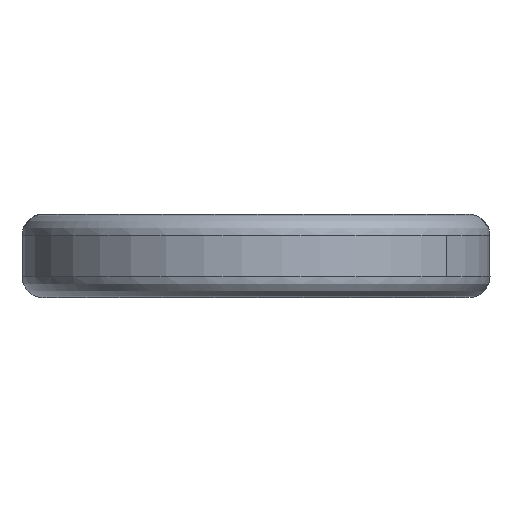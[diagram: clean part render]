
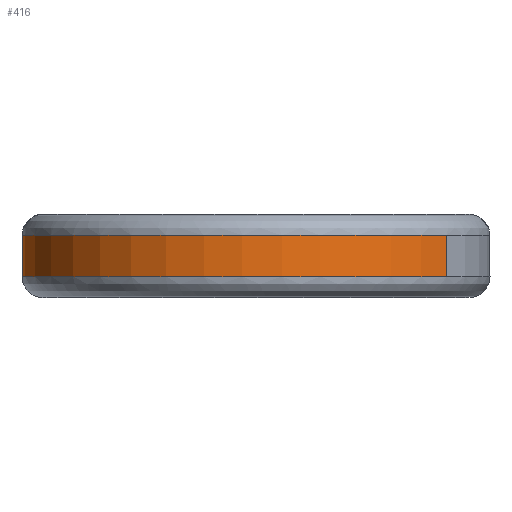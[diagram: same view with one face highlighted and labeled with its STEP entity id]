
A CAD part, front view. The second image highlights one B-rep face of the part: STEP entity #416.
In plain terms, the highlighted cylindrical face has radius 11.125 mm (diameter 22.25 mm), a partial arc.
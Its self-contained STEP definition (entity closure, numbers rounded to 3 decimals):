
#375=CARTESIAN_POINT('',(0.,-94.95,0.585));
#376=DIRECTION('',(0.0,0.0,-1.0));
#377=DIRECTION('',(0.814,-0.581,0.0));
#378=AXIS2_PLACEMENT_3D('',#375,#376,#377);
#379=CYLINDRICAL_SURFACE('',#378,11.125);
#380=CARTESIAN_POINT('',(9.054,-101.415,0.975));
#381=VERTEX_POINT('',#380);
#382=CARTESIAN_POINT('',(9.054,-101.415,-0.975));
#383=VERTEX_POINT('',#382);
#384=CARTESIAN_POINT('',(9.054,-101.415,0.975));
#385=DIRECTION('',(0.0,0.0,-1.0));
#386=VECTOR('',#385,1.95);
#387=LINE('',#384,#386);
#388=EDGE_CURVE('',#381,#383,#387,.T.);
#389=ORIENTED_EDGE('',*,*,#388,.F.);
#390=CARTESIAN_POINT('',(-11.125,-94.95,0.975));
#391=VERTEX_POINT('',#390);
#392=CARTESIAN_POINT('',(0.,-94.95,0.975));
#393=DIRECTION('',(0.,0.,1.0));
#394=DIRECTION('',(-1.,0.,0.));
#395=AXIS2_PLACEMENT_3D('',#392,#393,#394);
#396=CIRCLE('',#395,11.125);
#397=EDGE_CURVE('',#391,#381,#396,.T.);
#398=ORIENTED_EDGE('',*,*,#397,.F.);
#399=CARTESIAN_POINT('',(-11.125,-94.95,-0.975));
#400=VERTEX_POINT('',#399);
#401=CARTESIAN_POINT('',(-11.125,-94.95,0.975));
#402=DIRECTION('',(0.0,0.0,-1.0));
#403=VECTOR('',#402,1.95);
#404=LINE('',#401,#403);
#405=EDGE_CURVE('',#391,#400,#404,.T.);
#406=ORIENTED_EDGE('',*,*,#405,.T.);
#407=CARTESIAN_POINT('',(0.,-94.95,-0.975));
#408=DIRECTION('',(0.,0.,-1.0));
#409=DIRECTION('',(1.,0.,0.));
#410=AXIS2_PLACEMENT_3D('',#407,#408,#409);
#411=CIRCLE('',#410,11.125);
#412=EDGE_CURVE('',#383,#400,#411,.T.);
#413=ORIENTED_EDGE('',*,*,#412,.F.);
#414=EDGE_LOOP('',(#389,#398,#406,#413));
#415=FACE_OUTER_BOUND('',#414,.T.);
#416=ADVANCED_FACE('',(#415),#379,.T.);
